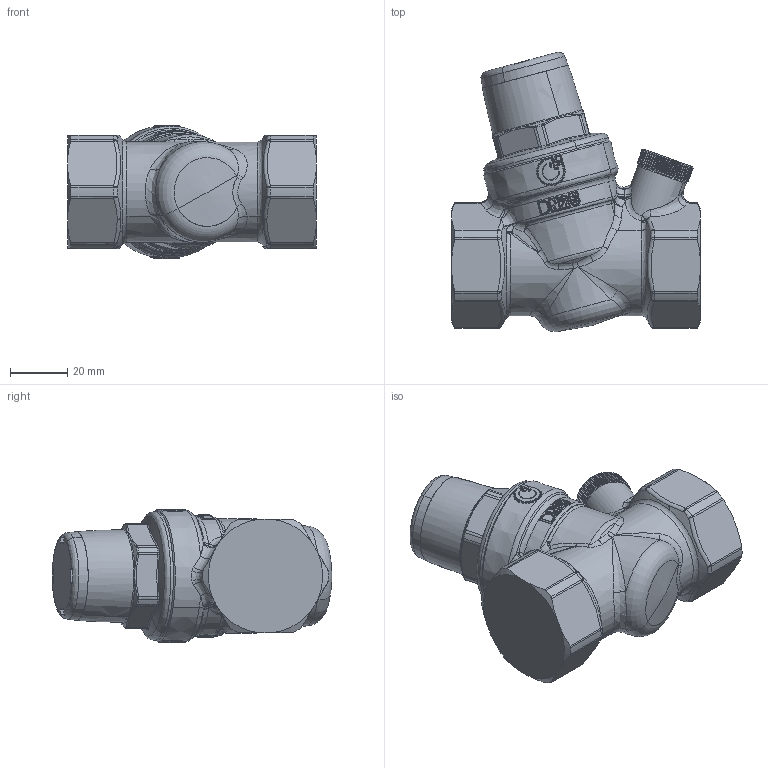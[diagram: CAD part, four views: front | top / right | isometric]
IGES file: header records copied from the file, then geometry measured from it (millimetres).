
Start section:  PTC IGES file: _da_convertire0002_sw0001.igs
Global section: file name: _da_convertire0002_sw0001.igs; native system: Creo Parametric by PTC Inc.; preprocessor: 2014500; author: mparodi; organization: Unknown; date: 20170130.170431; units: millimetre
Bounding box: 87 x 97.67 x 46.8 mm (x, y, z)
Surface area: 28627.8 mm2 (no closed solid volume)
Topology: 0 solids, 0 shells, 1152 faces, 5682 edges, 5584 vertices
Faces by surface type: bspline 681, revolution 408, extrusion 63
